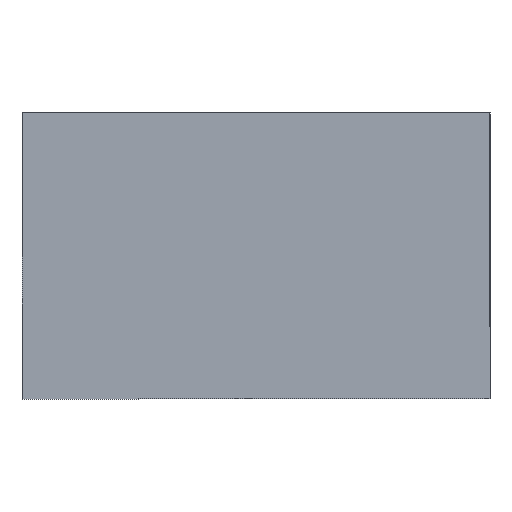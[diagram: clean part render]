
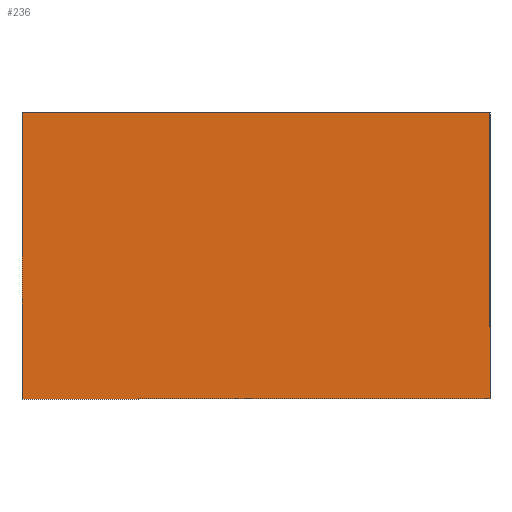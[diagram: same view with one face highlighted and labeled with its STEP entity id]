
A CAD part, left-side view. The second image highlights one B-rep face of the part: STEP entity #236.
In plain terms, the highlighted planar face has unit normal (-1, 0, 0).
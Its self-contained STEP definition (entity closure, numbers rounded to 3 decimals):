
#5 = DIRECTION ( 'NONE',  ( 0., 0., -1. ) ) ;
#14 = CARTESIAN_POINT ( 'NONE',  ( -64.959, -16.919, 16.897 ) ) ;
#30 = VERTEX_POINT ( 'NONE', #665 ) ;
#44 = LINE ( 'NONE', #748, #720 ) ;
#170 = EDGE_LOOP ( 'NONE', ( #437, #584, #257, #635 ) ) ;
#207 = VERTEX_POINT ( 'NONE', #14 ) ;
#216 = DIRECTION ( 'NONE',  ( -1., 0., 0. ) ) ;
#236 = ADVANCED_FACE ( 'NONE', ( #456 ), #285, .T. ) ;
#257 = ORIENTED_EDGE ( 'NONE', *, *, #786, .T. ) ;
#272 = CARTESIAN_POINT ( 'NONE',  ( -64.959, -16.919, 27.897 ) ) ;
#285 = PLANE ( 'NONE',  #429 ) ;
#305 = VECTOR ( 'NONE', #855, 1000. ) ;
#320 = VECTOR ( 'NONE', #821, 1000. ) ;
#347 = CARTESIAN_POINT ( 'NONE',  ( -64.959, -52.919, 38.897 ) ) ;
#352 = DIRECTION ( 'NONE',  ( 0., 1., 0. ) ) ;
#398 = CARTESIAN_POINT ( 'NONE',  ( -64.959, -52.919, 27.897 ) ) ;
#429 = AXIS2_PLACEMENT_3D ( 'NONE', #347, #216, #352 ) ;
#437 = ORIENTED_EDGE ( 'NONE', *, *, #852, .T. ) ;
#447 = VERTEX_POINT ( 'NONE', #756 ) ;
#456 = FACE_OUTER_BOUND ( 'NONE', #170, .T. ) ;
#467 = VECTOR ( 'NONE', #5, 1000. ) ;
#493 = LINE ( 'NONE', #272, #467 ) ;
#516 = EDGE_CURVE ( 'NONE', #30, #726, #754, .T. ) ;
#521 = DIRECTION ( 'NONE',  ( 0., -1., 0. ) ) ;
#526 = EDGE_CURVE ( 'NONE', #447, #207, #493, .T. ) ;
#584 = ORIENTED_EDGE ( 'NONE', *, *, #516, .T. ) ;
#635 = ORIENTED_EDGE ( 'NONE', *, *, #526, .T. ) ;
#665 = CARTESIAN_POINT ( 'NONE',  ( -64.959, -52.919, 16.897 ) ) ;
#676 = LINE ( 'NONE', #825, #320 ) ;
#680 = CARTESIAN_POINT ( 'NONE',  ( -64.959, -52.919, 38.897 ) ) ;
#720 = VECTOR ( 'NONE', #521, 1000. ) ;
#726 = VERTEX_POINT ( 'NONE', #680 ) ;
#748 = CARTESIAN_POINT ( 'NONE',  ( -64.959, -34.919, 16.897 ) ) ;
#754 = LINE ( 'NONE', #398, #305 ) ;
#756 = CARTESIAN_POINT ( 'NONE',  ( -64.959, -16.919, 38.897 ) ) ;
#786 = EDGE_CURVE ( 'NONE', #726, #447, #676, .T. ) ;
#821 = DIRECTION ( 'NONE',  ( 0., 1., 0. ) ) ;
#825 = CARTESIAN_POINT ( 'NONE',  ( -64.959, -34.919, 38.897 ) ) ;
#852 = EDGE_CURVE ( 'NONE', #207, #30, #44, .T. ) ;
#855 = DIRECTION ( 'NONE',  ( 0., 0., 1. ) ) ;
